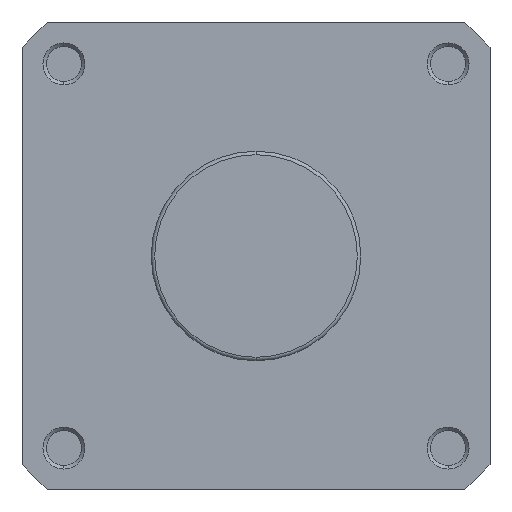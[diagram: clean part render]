
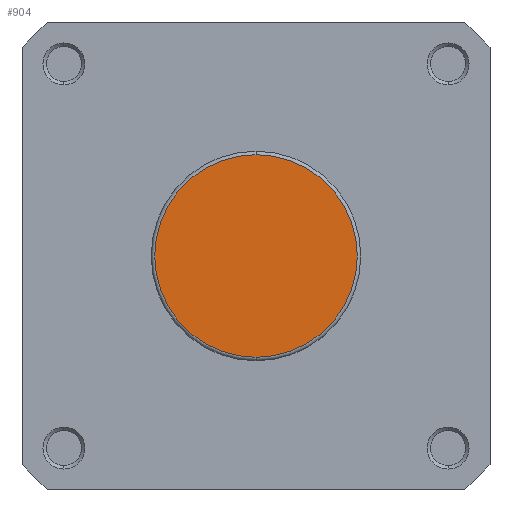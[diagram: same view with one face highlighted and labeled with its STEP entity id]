
A CAD part, left-side view. The second image highlights one B-rep face of the part: STEP entity #904.
In plain terms, the highlighted planar face has unit normal (-1, 0, 0).
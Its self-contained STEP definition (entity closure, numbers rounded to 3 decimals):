
#473 = ORIENTED_EDGE ( 'NONE', *, *, #1028, .T. ) ;
#474 = ORIENTED_EDGE ( 'NONE', *, *, #7511, .T. ) ;
#904 = ADVANCED_FACE ( 'NONE', ( #6216 ), #5146, .F. ) ;
#1028 = EDGE_CURVE ( 'NONE', #1925, #1896, #6441, .T. ) ;
#1379 = AXIS2_PLACEMENT_3D ( 'NONE', #5145, #5148, #5149 ) ;
#1471 = AXIS2_PLACEMENT_3D ( 'NONE', #5509, #5515, #5516 ) ;
#1579 = AXIS2_PLACEMENT_3D ( 'NONE', #7156, #7158, #7159 ) ;
#1896 = VERTEX_POINT ( 'NONE', #6842 ) ;
#1925 = VERTEX_POINT ( 'NONE', #6871 ) ;
#3675 = EDGE_LOOP ( 'NONE', ( #473, #474 ) ) ;
#5145 = CARTESIAN_POINT ( 'NONE',  ( 0., 30., 0. ) ) ;
#5146 = PLANE ( 'NONE',  #1379 ) ;
#5148 = DIRECTION ( 'NONE',  ( 1., 0., 0. ) ) ;
#5149 = DIRECTION ( 'NONE',  ( 0., 0., -1. ) ) ;
#5509 = CARTESIAN_POINT ( 'NONE',  ( 0., 0., 0. ) ) ;
#5515 = DIRECTION ( 'NONE',  ( -1., 0., 0. ) ) ;
#5516 = DIRECTION ( 'NONE',  ( 0., 0., -1. ) ) ;
#6216 = FACE_OUTER_BOUND ( 'NONE', #3675, .T. ) ;
#6441 = CIRCLE ( 'NONE', #1471, 29. ) ;
#6665 = CIRCLE ( 'NONE', #1579, 29. ) ;
#6842 = CARTESIAN_POINT ( 'NONE',  ( 0., 0., 29. ) ) ;
#6871 = CARTESIAN_POINT ( 'NONE',  ( 0., 0., -29. ) ) ;
#7156 = CARTESIAN_POINT ( 'NONE',  ( 0., 0., 0. ) ) ;
#7158 = DIRECTION ( 'NONE',  ( -1., 0., 0. ) ) ;
#7159 = DIRECTION ( 'NONE',  ( 0., 0., -1. ) ) ;
#7511 = EDGE_CURVE ( 'NONE', #1896, #1925, #6665, .T. ) ;
